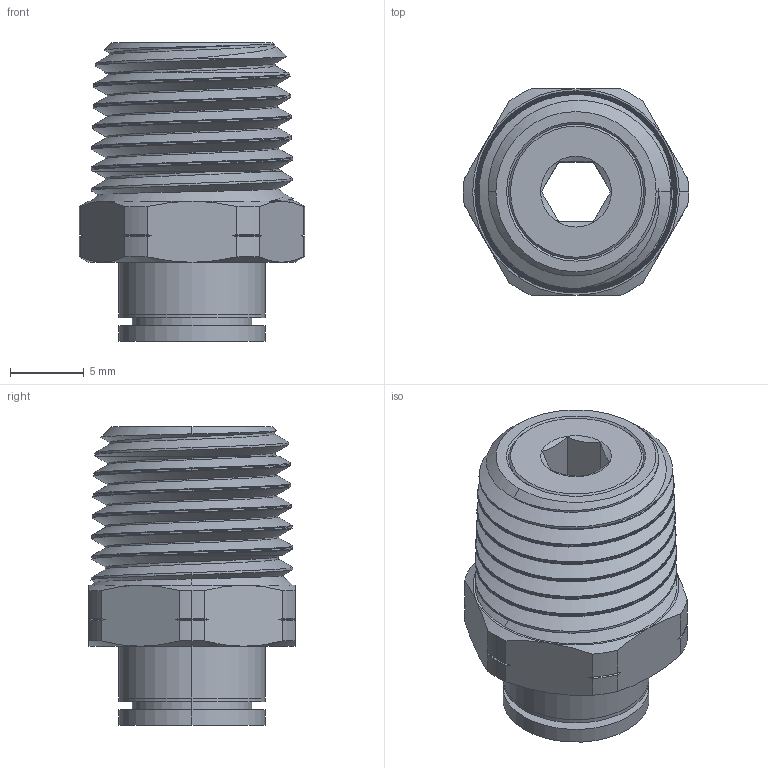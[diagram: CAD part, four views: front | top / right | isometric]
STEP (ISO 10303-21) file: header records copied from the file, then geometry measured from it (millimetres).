
FILE_DESCRIPTION (( 'STEP AP203' ), '1' );
FILE_NAME ('5779K109_Push-to-Connect Tube Fitting for Air.STEP', '2024-04-24T14:19:00', ( 'Administrator' ), ( 'Managed by Terraform' ), 'SwSTEP 2.0', 'SolidWorks 2017', '' );
FILE_SCHEMA (( 'CONFIG_CONTROL_DESIGN' ));
Length unit declared in the file: inch
Products named in the file (1): 5779K109_Push-to-Connect Tube Fitting for Air
Bounding box: 15.26 x 14 x 20.24 mm (x, y, z)
Volume: 1978.7 mm3; surface area: 3550.9 mm2
Topology: 5 solids, 5 shells, 138 faces, 346 edges, 223 vertices
Faces by surface type: cone 58, plane 33, cylinder 32, bspline 15
Entity records: 16511 total; most frequent: CARTESIAN_POINT 13338, ORIENTED_EDGE 692, DIRECTION 560, EDGE_CURVE 346, AXIS2_PLACEMENT_3D 227, VERTEX_POINT 223, EDGE_LOOP 153, FACE_OUTER_BOUND 138
